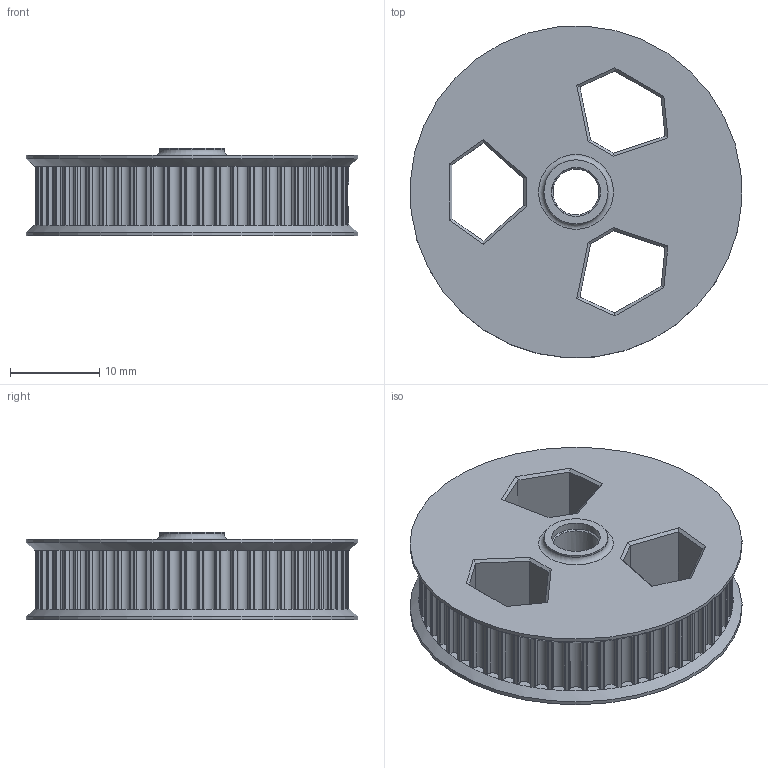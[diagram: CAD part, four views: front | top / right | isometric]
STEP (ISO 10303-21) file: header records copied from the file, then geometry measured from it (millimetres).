
FILE_DESCRIPTION(/* description */ (''),/* implementation_level */ '2;1');
FILE_NAME(/* name */ 'Vertigo_56T_Single_Piece v34.step',/* time_stamp */ '2020-04-28T15:47:53-04:00',/* author */ (''),/* organization */ (''),/* preprocessor_version */ 'ST-DEVELOPER v18.1',/* originating_system */ 'Autodesk Translation Framework v9.2.0.1227',/* authorisation */ '');
FILE_SCHEMA (('AUTOMOTIVE_DESIGN { 1 0 10303 214 3 1 1 }'));
Length unit declared in the file: millimetre
Products named in the file (2): Vertigo_56T_Single_Piece; Wheel
Assembly tree (1 placements, depth 2):
  Vertigo_56T_Single_Piece
    Wheel
Bounding box: 37.08 x 37.08 x 9.8 mm (x, y, z)
Volume: 6300.6 mm3; surface area: 4519.2 mm2
Topology: 1 solids, 1 shells, 708 faces, 1829 edges, 1123 vertices
Faces by surface type: cylinder 356, plane 330, cone 16, bspline 5, torus 1
Full cylindrical faces by diameter (mm): 5.15 x1, 5.45 x1, 7.17 x1, 37.141 x2
Entity records: 22505 total; most frequent: DIRECTION 4362, CARTESIAN_POINT 4301, ORIENTED_EDGE 3658, AXIS2_PLACEMENT_3D 1872, EDGE_CURVE 1829, CIRCLE 1163, VERTEX_POINT 1123, EDGE_LOOP 720
